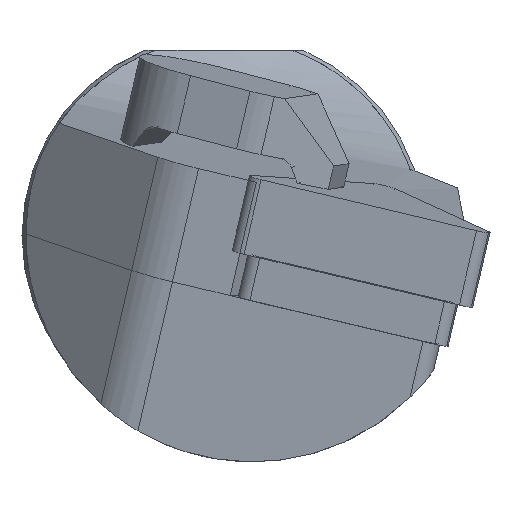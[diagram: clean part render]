
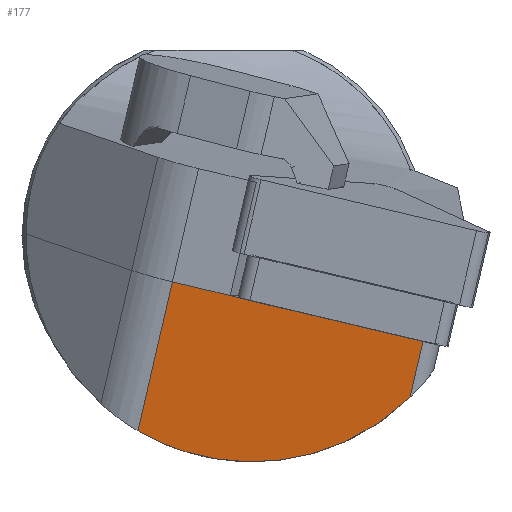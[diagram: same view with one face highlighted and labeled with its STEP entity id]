
A CAD part, left-side view. The second image highlights one B-rep face of the part: STEP entity #177.
In plain terms, the highlighted planar face has unit normal (-0.993, 0.073, -0.09).
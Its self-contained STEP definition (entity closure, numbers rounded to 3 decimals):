
#165=ELLIPSE('',#1178,14.096,14.);
#177=ADVANCED_FACE('',(#273),#237,.T.);
#237=PLANE('',#1183);
#273=FACE_OUTER_BOUND('',#333,.T.);
#333=EDGE_LOOP('',(#579,#580,#581,#582,#583,#584));
#394=LINE('',#1580,#477);
#399=LINE('',#1642,#482);
#400=LINE('',#1644,#483);
#401=LINE('',#1646,#484);
#402=LINE('',#1647,#485);
#477=VECTOR('',#1282,1.);
#482=VECTOR('',#1309,1.);
#483=VECTOR('',#1310,1.);
#484=VECTOR('',#1311,1.);
#485=VECTOR('',#1312,1.);
#579=ORIENTED_EDGE('',*,*,#995,.T.);
#580=ORIENTED_EDGE('',*,*,#979,.T.);
#581=ORIENTED_EDGE('',*,*,#996,.T.);
#582=ORIENTED_EDGE('',*,*,#997,.T.);
#583=ORIENTED_EDGE('',*,*,#987,.F.);
#584=ORIENTED_EDGE('',*,*,#998,.F.);
#876=VERTEX_POINT('',#1577);
#877=VERTEX_POINT('',#1579);
#884=VERTEX_POINT('',#1619);
#885=VERTEX_POINT('',#1621);
#891=VERTEX_POINT('',#1643);
#892=VERTEX_POINT('',#1645);
#979=EDGE_CURVE('',#876,#877,#394,.T.);
#987=EDGE_CURVE('',#884,#885,#165,.T.);
#995=EDGE_CURVE('',#891,#876,#399,.T.);
#996=EDGE_CURVE('',#877,#892,#400,.T.);
#997=EDGE_CURVE('',#892,#885,#401,.T.);
#998=EDGE_CURVE('',#891,#884,#402,.T.);
#1178=AXIS2_PLACEMENT_3D('',#1620,#1296,#1297);
#1183=AXIS2_PLACEMENT_3D('',#1648,#1313,#1314);
#1282=DIRECTION('',(0.051,0.972,0.23));
#1296=DIRECTION('',(0.993,-0.073,0.09));
#1297=DIRECTION('',(-0.116,-0.627,0.77));
#1309=DIRECTION('',(0.051,0.972,0.23));
#1310=DIRECTION('',(0.051,0.972,0.23));
#1311=DIRECTION('',(0.105,0.224,-0.969));
#1312=DIRECTION('',(0.105,0.224,-0.969));
#1313=DIRECTION('',(-0.993,0.073,-0.09));
#1314=DIRECTION('',(-0.09,0.,0.996));
#1577=CARTESIAN_POINT('',(-193.379,43.784,-5.686));
#1579=CARTESIAN_POINT('',(-193.341,44.504,-5.516));
#1580=CARTESIAN_POINT('',(-193.154,48.077,-4.671));
#1619=CARTESIAN_POINT('',(-193.59,33.368,-11.837));
#1620=CARTESIAN_POINT('',(-193.777,43.148,-1.82));
#1621=CARTESIAN_POINT('',(-192.157,50.21,-13.909));
#1642=CARTESIAN_POINT('',(-193.154,48.077,-4.671));
#1643=CARTESIAN_POINT('',(-193.967,32.56,-8.341));
#1644=CARTESIAN_POINT('',(-193.154,48.077,-4.671));
#1645=CARTESIAN_POINT('',(-193.154,48.077,-4.671));
#1646=CARTESIAN_POINT('',(-222.547,-14.833,267.823));
#1647=CARTESIAN_POINT('',(-223.361,-30.35,264.153));
#1648=CARTESIAN_POINT('',(-222.547,-14.833,267.823));
